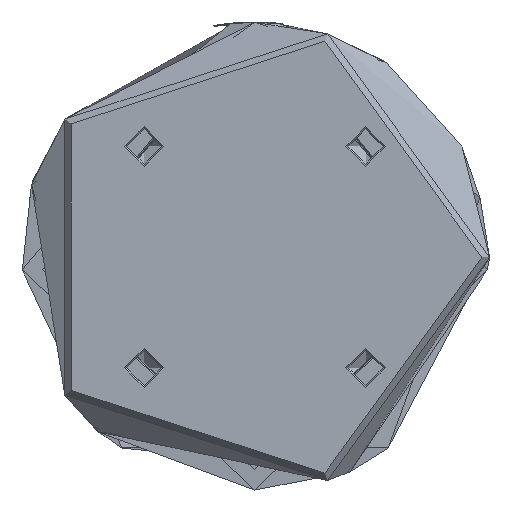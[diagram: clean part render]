
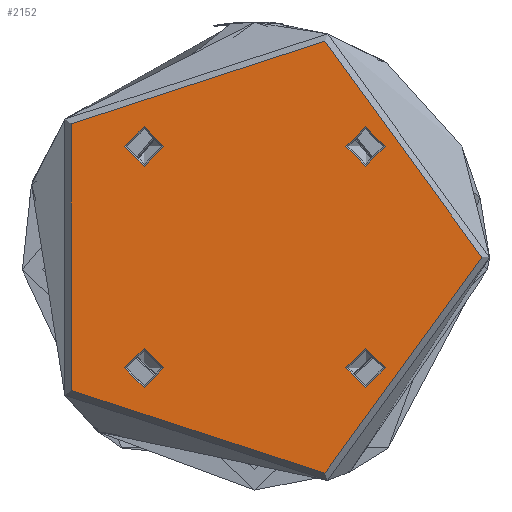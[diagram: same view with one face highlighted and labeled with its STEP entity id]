
A CAD part, front view. The second image highlights one B-rep face of the part: STEP entity #2152.
In plain terms, the highlighted face is planar.
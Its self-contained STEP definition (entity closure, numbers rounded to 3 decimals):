
#289 = DIRECTION ( 'NONE',  ( 0., 0., 1. ) ) ;
#457 = CIRCLE ( 'NONE', #991, 5.025 ) ;
#486 = AXIS2_PLACEMENT_3D ( 'NONE', #2774, #289, #3200 ) ;
#550 = ORIENTED_EDGE ( 'NONE', *, *, #762, .F. ) ;
#624 = FACE_BOUND ( 'NONE', #3601, .T. ) ;
#759 = FACE_BOUND ( 'NONE', #2623, .T. ) ;
#762 = EDGE_CURVE ( 'NONE', #2557, #2557, #3363, .T. ) ;
#915 = VERTEX_POINT ( 'NONE', #3479 ) ;
#991 = AXIS2_PLACEMENT_3D ( 'NONE', #3624, #1127, #4044 ) ;
#1036 = VERTEX_POINT ( 'NONE', #5116 ) ;
#1127 = DIRECTION ( 'NONE',  ( 0., 0., 1. ) ) ;
#1193 = EDGE_LOOP ( 'NONE', ( #2502 ) ) ;
#1252 = EDGE_CURVE ( 'NONE', #3519, #3519, #2303, .T. ) ;
#1262 = DIRECTION ( 'NONE',  ( 0., 0., 1. ) ) ;
#1375 = DIRECTION ( 'NONE',  ( 0., 0., 1. ) ) ;
#1533 = DIRECTION ( 'NONE',  ( 0., 0., 1. ) ) ;
#1739 = FACE_BOUND ( 'NONE', #3025, .T. ) ;
#1786 = CARTESIAN_POINT ( 'NONE',  ( 33.309, 28.284, 0. ) ) ;
#1879 = DIRECTION ( 'NONE',  ( -1., 0., 0. ) ) ;
#1888 = ORIENTED_EDGE ( 'NONE', *, *, #4311, .F. ) ;
#2152 = ADVANCED_FACE ( 'NONE', ( #1739, #759, #624, #2842, #4926 ), #2694, .F. ) ;
#2303 = CIRCLE ( 'NONE', #3725, 58. ) ;
#2374 = EDGE_LOOP ( 'NONE', ( #3122 ) ) ;
#2502 = ORIENTED_EDGE ( 'NONE', *, *, #1252, .T. ) ;
#2557 = VERTEX_POINT ( 'NONE', #1786 ) ;
#2585 = AXIS2_PLACEMENT_3D ( 'NONE', #4376, #3119, #1879 ) ;
#2619 = CARTESIAN_POINT ( 'NONE',  ( 58., 0., 0. ) ) ;
#2623 = EDGE_LOOP ( 'NONE', ( #550 ) ) ;
#2637 = CARTESIAN_POINT ( 'NONE',  ( 33.309, -28.284, 0. ) ) ;
#2694 = PLANE ( 'NONE',  #2585 ) ;
#2774 = CARTESIAN_POINT ( 'NONE',  ( 28.284, 28.284, 0. ) ) ;
#2842 = FACE_BOUND ( 'NONE', #2374, .T. ) ;
#3025 = EDGE_LOOP ( 'NONE', ( #1888 ) ) ;
#3119 = DIRECTION ( 'NONE',  ( 0., 0., -1. ) ) ;
#3122 = ORIENTED_EDGE ( 'NONE', *, *, #4760, .F. ) ;
#3200 = DIRECTION ( 'NONE',  ( 1., 0., 0. ) ) ;
#3344 = AXIS2_PLACEMENT_3D ( 'NONE', #4023, #1533, #4439 ) ;
#3363 = CIRCLE ( 'NONE', #486, 5.025 ) ;
#3479 = CARTESIAN_POINT ( 'NONE',  ( -23.259, -28.284, 0. ) ) ;
#3519 = VERTEX_POINT ( 'NONE', #2619 ) ;
#3601 = EDGE_LOOP ( 'NONE', ( #3953 ) ) ;
#3624 = CARTESIAN_POINT ( 'NONE',  ( 28.284, -28.284, 0. ) ) ;
#3725 = AXIS2_PLACEMENT_3D ( 'NONE', #3881, #1375, #4288 ) ;
#3772 = CARTESIAN_POINT ( 'NONE',  ( -28.284, -28.284, 0. ) ) ;
#3881 = CARTESIAN_POINT ( 'NONE',  ( 0., 0., 0. ) ) ;
#3953 = ORIENTED_EDGE ( 'NONE', *, *, #4382, .F. ) ;
#4023 = CARTESIAN_POINT ( 'NONE',  ( -28.284, 28.284, 0. ) ) ;
#4044 = DIRECTION ( 'NONE',  ( 1., 0., 0. ) ) ;
#4176 = DIRECTION ( 'NONE',  ( 1., 0., 0. ) ) ;
#4246 = AXIS2_PLACEMENT_3D ( 'NONE', #3772, #1262, #4176 ) ;
#4288 = DIRECTION ( 'NONE',  ( 1., 0., 0. ) ) ;
#4311 = EDGE_CURVE ( 'NONE', #1036, #1036, #4862, .T. ) ;
#4376 = CARTESIAN_POINT ( 'NONE',  ( 0., 0., 0. ) ) ;
#4382 = EDGE_CURVE ( 'NONE', #5330, #5330, #457, .T. ) ;
#4439 = DIRECTION ( 'NONE',  ( 1., 0., 0. ) ) ;
#4760 = EDGE_CURVE ( 'NONE', #915, #915, #5078, .T. ) ;
#4862 = CIRCLE ( 'NONE', #3344, 5.025 ) ;
#4926 = FACE_OUTER_BOUND ( 'NONE', #1193, .T. ) ;
#5078 = CIRCLE ( 'NONE', #4246, 5.025 ) ;
#5116 = CARTESIAN_POINT ( 'NONE',  ( -23.259, 28.284, 0. ) ) ;
#5330 = VERTEX_POINT ( 'NONE', #2637 ) ;
